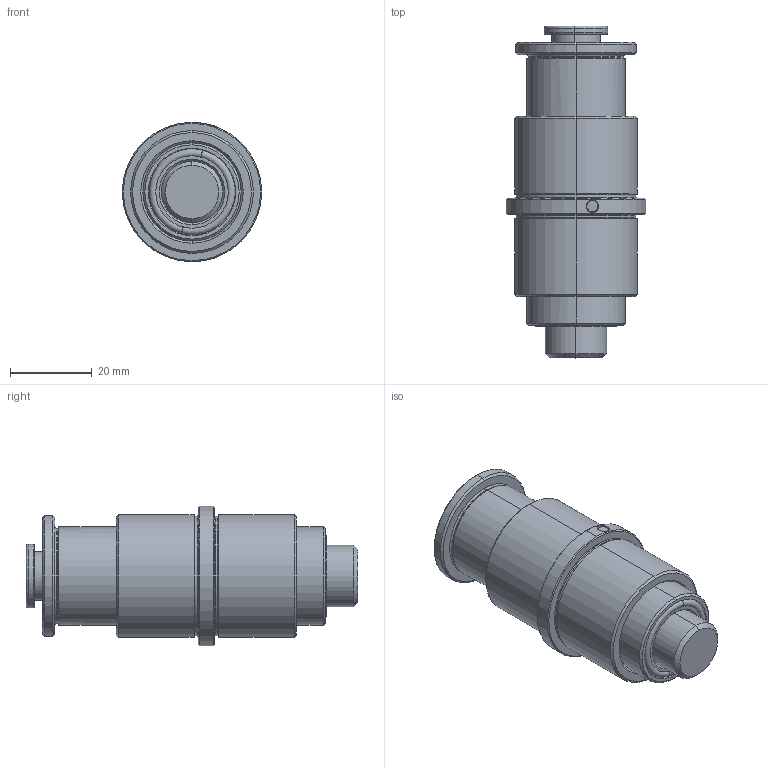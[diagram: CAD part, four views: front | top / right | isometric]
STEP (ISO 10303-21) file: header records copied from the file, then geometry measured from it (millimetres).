
FILE_DESCRIPTION (( 'STEP AP214' ), '1' );
FILE_NAME ('ae082430.stp', '2025-03-05T11:56:37', ( '' ), ( '' ), 'SwSTEP 2.0', 'SolidWorks 2021', '' );
FILE_SCHEMA (( 'AUTOMOTIVE_DESIGN' ));
Length unit declared in the file: millimetre
Products named in the file (11): 9AE082430-3; Junta tórica; ae082430; 1BOLAØ2,3; 9AE052430-4; 9AE082430; 9AE052430-2; DIN6325 ﾘ3X32; 9AE082430-1; 1CASQPULS-8L_Pulsador_08; 1MUELLE08_Comp. 7,7
Assembly tree (17 placements, depth 3):
  ae082430
    1CASQPULS-8L_Pulsador_08
    1BOLAØ2,3  x8
    1MUELLE08_Comp. 7,7
    9AE082430
      9AE052430-2
      DIN6325 ﾘ3X32
      9AE052430-4
      9AE082430-3
      9AE082430-1
      Junta tórica
Bounding box: 34 x 81 x 34 mm (x, y, z)
Volume: 39195.7 mm3; surface area: 26331.8 mm2
Topology: 16 solids, 16 shells, 686 faces, 1764 edges, 1086 vertices
Faces by surface type: plane 188, cylinder 160, cone 148, bspline 102, torus 72, sphere 16
Entity records: 24157 total; most frequent: CARTESIAN_POINT 7909, ORIENTED_EDGE 3416, DIRECTION 3049, EDGE_CURVE 1708, AXIS2_PLACEMENT_3D 1214, VERTEX_POINT 1048, EDGE_LOOP 706, FACE_OUTER_BOUND 672
